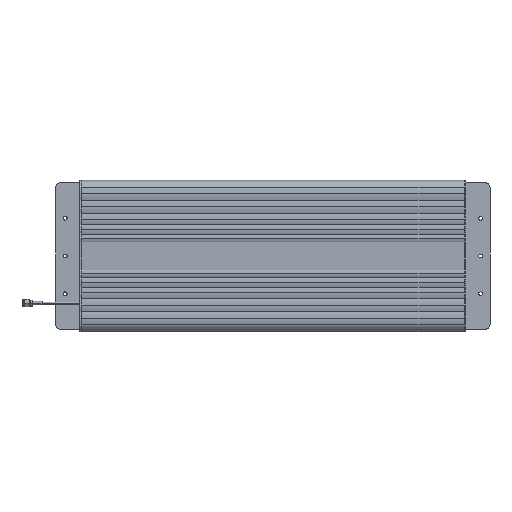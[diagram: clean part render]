
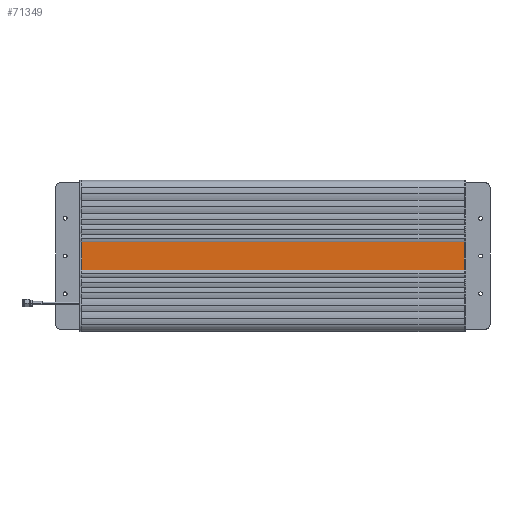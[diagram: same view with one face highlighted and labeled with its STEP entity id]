
A CAD part, top view. The second image highlights one B-rep face of the part: STEP entity #71349.
In plain terms, the highlighted planar face has unit normal (0, 0, 1).
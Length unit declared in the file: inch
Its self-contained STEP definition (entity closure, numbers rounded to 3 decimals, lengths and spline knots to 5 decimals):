
#442 = DIRECTION ( 'NONE',  ( 0., -1., 0. ) ) ;
#698 = LINE ( 'NONE', #40797, #40799 ) ;
#1189 = VERTEX_POINT ( 'NONE', #127404 ) ;
#2617 = CARTESIAN_POINT ( 'NONE',  ( 457.35137, -321.01041, 1.17915 ) ) ;
#3717 = VERTEX_POINT ( 'NONE', #95700 ) ;
#4156 = CARTESIAN_POINT ( 'NONE',  ( 473.29626, -322.19151, 1.17915 ) ) ;
#7624 = ORIENTED_EDGE ( 'NONE', *, *, #70206, .F. ) ;
#10281 = DIRECTION ( 'NONE',  ( 0., -1., 0. ) ) ;
#25573 = VECTOR ( 'NONE', #113247, 39.37008 ) ;
#26228 = ORIENTED_EDGE ( 'NONE', *, *, #28663, .T. ) ;
#26860 = AXIS2_PLACEMENT_3D ( 'NONE', #118764, #91136, #10281 ) ;
#28663 = EDGE_CURVE ( 'NONE', #90048, #127495, #33312, .T. ) ;
#33312 = LINE ( 'NONE', #113472, #58274 ) ;
#34693 = EDGE_LOOP ( 'NONE', ( #26228, #107604, #7624, #102832 ) ) ;
#38717 = EDGE_CURVE ( 'NONE', #3717, #90048, #698, .T. ) ;
#39240 = LINE ( 'NONE', #127950, #70834 ) ;
#40797 = CARTESIAN_POINT ( 'NONE',  ( 473.29626, -321.01041, 1.17915 ) ) ;
#40799 = VECTOR ( 'NONE', #63077, 39.37008 ) ;
#54299 = EDGE_CURVE ( 'NONE', #1189, #127495, #104667, .T. ) ;
#58274 = VECTOR ( 'NONE', #86524, 39.37008 ) ;
#63077 = DIRECTION ( 'NONE',  ( -1., 0., 0. ) ) ;
#70206 = EDGE_CURVE ( 'NONE', #3717, #1189, #39240, .T. ) ;
#70834 = VECTOR ( 'NONE', #442, 39.37008 ) ;
#71349 = ADVANCED_FACE ( 'NONE', ( #98384 ), #100957, .F. ) ;
#86524 = DIRECTION ( 'NONE',  ( 0., -1., 0. ) ) ;
#90048 = VERTEX_POINT ( 'NONE', #2617 ) ;
#91136 = DIRECTION ( 'NONE',  ( 0., 0., -1. ) ) ;
#95700 = CARTESIAN_POINT ( 'NONE',  ( 473.29626, -321.01041, 1.17915 ) ) ;
#98384 = FACE_OUTER_BOUND ( 'NONE', #34693, .T. ) ;
#100957 = PLANE ( 'NONE',  #26860 ) ;
#102832 = ORIENTED_EDGE ( 'NONE', *, *, #38717, .T. ) ;
#104667 = LINE ( 'NONE', #4156, #25573 ) ;
#107604 = ORIENTED_EDGE ( 'NONE', *, *, #54299, .F. ) ;
#113024 = CARTESIAN_POINT ( 'NONE',  ( 457.35137, -322.19151, 1.17915 ) ) ;
#113247 = DIRECTION ( 'NONE',  ( -1., 0., 0. ) ) ;
#113472 = CARTESIAN_POINT ( 'NONE',  ( 457.35137, -321.01041, 1.17915 ) ) ;
#118764 = CARTESIAN_POINT ( 'NONE',  ( 473.29626, -321.01041, 1.17915 ) ) ;
#127404 = CARTESIAN_POINT ( 'NONE',  ( 473.29626, -322.19151, 1.17915 ) ) ;
#127495 = VERTEX_POINT ( 'NONE', #113024 ) ;
#127950 = CARTESIAN_POINT ( 'NONE',  ( 473.29626, -321.01041, 1.17915 ) ) ;
